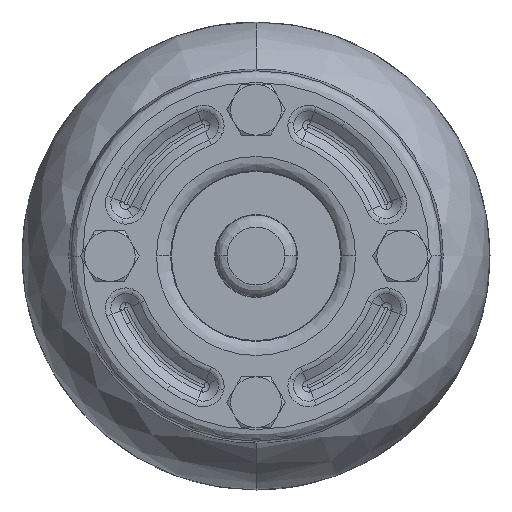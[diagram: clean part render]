
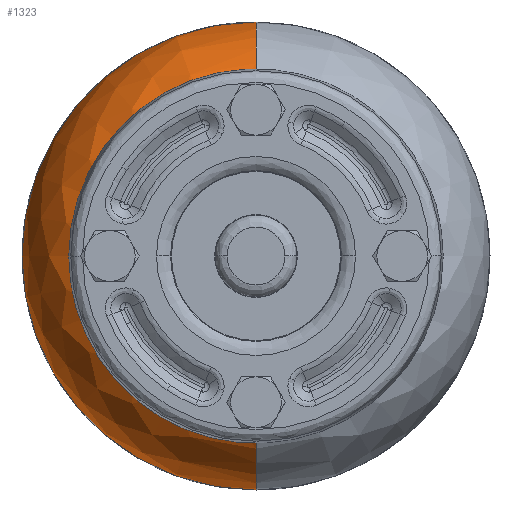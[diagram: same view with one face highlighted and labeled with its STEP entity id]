
A CAD part, front view. The second image highlights one B-rep face of the part: STEP entity #1323.
In plain terms, the highlighted face is a revolution surface.
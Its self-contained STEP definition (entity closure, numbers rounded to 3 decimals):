
#1279=CARTESIAN_POINT('Control Point',(0.,17.178,-40.46)) ;
#1280=CARTESIAN_POINT('Control Point',(0.,19.719,-47.29)) ;
#1281=CARTESIAN_POINT('Control Point',(0.,24.332,-53.352)) ;
#1282=CARTESIAN_POINT('Control Point',(0.,30.718,-57.79)) ;
#1283=CARTESIAN_POINT('Control Point',(0.,38.007,-60.)) ;
#1284=CARTESIAN_POINT('Control Point',(0.,45.295,-60.)) ;
#1285=CARTESIAN_POINT('Axis1P Location',(0.,45.295,0.)) ;
#1289=CARTESIAN_POINT('Axis2P3D Location',(0.,45.295,0.)) ;
#1293=CARTESIAN_POINT('Vertex',(0.,45.295,-60.)) ;
#1295=CARTESIAN_POINT('Vertex',(0.,45.295,60.)) ;
#1298=CARTESIAN_POINT('Axis2P3D Location',(0.,45.295,30.)) ;
#1302=CARTESIAN_POINT('Vertex',(0.,17.178,40.46)) ;
#1305=CARTESIAN_POINT('Axis2P3D Location',(0.,17.178,0.)) ;
#1309=CARTESIAN_POINT('Vertex',(0.,17.178,-40.46)) ;
#1312=CARTESIAN_POINT('Axis2P3D Location',(0.,45.295,-30.)) ;
#1286=DIRECTION('Axis1P Direction',(0.,1.,0.)) ;
#1290=DIRECTION('Axis2P3D Direction',(0.,1.,0.)) ;
#1299=DIRECTION('Axis2P3D Direction',(-1.,0.,0.)) ;
#1306=DIRECTION('Axis2P3D Direction',(0.,1.,0.)) ;
#1313=DIRECTION('Axis2P3D Direction',(1.,0.,0.)) ;
#1291=AXIS2_PLACEMENT_3D('Circle Axis2P3D',#1289,#1290,$) ;
#1300=AXIS2_PLACEMENT_3D('Circle Axis2P3D',#1298,#1299,$) ;
#1307=AXIS2_PLACEMENT_3D('Circle Axis2P3D',#1305,#1306,$) ;
#1314=AXIS2_PLACEMENT_3D('Circle Axis2P3D',#1312,#1313,$) ;
#1292=CIRCLE('generated circle',#1291,60.) ;
#1301=CIRCLE('generated circle',#1300,30.) ;
#1308=CIRCLE('generated circle',#1307,40.46) ;
#1315=CIRCLE('generated circle',#1314,30.) ;
#1288=SURFACE_OF_REVOLUTION('Surface of Revolution',#1278,#1287) ;
#1287=AXIS1_PLACEMENT('Revolution Surface Axis1P',#1285,#1286) ;
#1297=EDGE_CURVE('',#1294,#1296,#1292,.T.) ;
#1304=EDGE_CURVE('',#1296,#1303,#1301,.F.) ;
#1311=EDGE_CURVE('',#1310,#1303,#1308,.T.) ;
#1316=EDGE_CURVE('',#1310,#1294,#1315,.T.) ;
#1318=ORIENTED_EDGE('',*,*,#1297,.T.) ;
#1319=ORIENTED_EDGE('',*,*,#1304,.T.) ;
#1320=ORIENTED_EDGE('',*,*,#1311,.F.) ;
#1321=ORIENTED_EDGE('',*,*,#1316,.T.) ;
#1317=EDGE_LOOP('',(#1318,#1319,#1320,#1321)) ;
#1294=VERTEX_POINT('',#1293) ;
#1296=VERTEX_POINT('',#1295) ;
#1303=VERTEX_POINT('',#1302) ;
#1310=VERTEX_POINT('',#1309) ;
#1323=ADVANCED_FACE('Unione.4',(#1322),#1288,.F.) ;
#1278=B_SPLINE_CURVE_WITH_KNOTS('',5,(#1279,#1280,#1281,#1282,#1283,#1284),.UNSPECIFIED.,.F.,.U.,(6,6),(0.,36.44),.UNSPECIFIED.) ;
#1322=FACE_OUTER_BOUND('',#1317,.T.) ;
